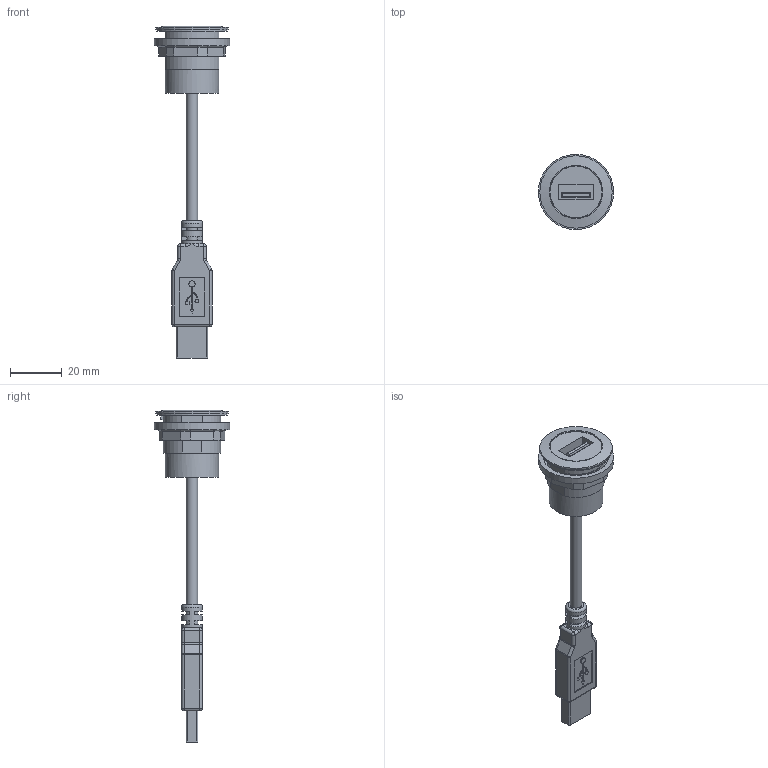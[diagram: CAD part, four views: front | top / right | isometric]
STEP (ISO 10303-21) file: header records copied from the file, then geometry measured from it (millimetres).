
FILE_DESCRIPTION(/* description */ (''),/* implementation_level */ '2;1');
FILE_NAME(/* name */ 'RRJ_USB.stp',/* time_stamp */ '2016-06-20T09:10:51+02:00',/* author */ ('mharscher'),/* organization */ (''),/* preprocessor_version */ 'ST-DEVELOPER v15.2',/* originating_system */ 'Autodesk Inventor 2014',/* authorisation */ '');
FILE_SCHEMA (('CONFIG_CONTROL_DESIGN'));
Length unit declared in the file: centimetre
Products named in the file (1): RRJ_USB
Bounding box: 28.99 x 28.99 x 128 mm (x, y, z)
Volume: 15148.7 mm3; surface area: 7885.7 mm2
Topology: 1 solids, 1 shells, 226 faces, 557 edges, 339 vertices
Faces by surface type: plane 113, cylinder 86, sphere 12, torus 8, bspline 4, cone 3
Full cylindrical faces by diameter (mm): 4.5 x1, 8 x1, 20.05 x1, 20.7 x1, 22.6 x1, 25.35 x1, 27.4 x1, 27.9 x1, 29 x1
Entity records: 6669 total; most frequent: CARTESIAN_POINT 1347, DIRECTION 1144, ORIENTED_EDGE 1054, EDGE_CURVE 527, AXIS2_PLACEMENT_3D 406, VERTEX_POINT 335, LINE 332, VECTOR 332
